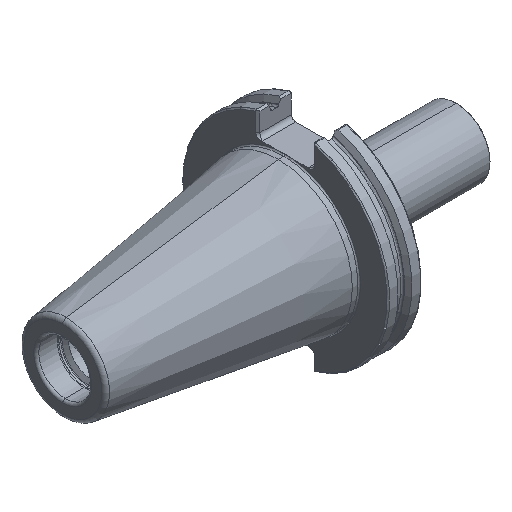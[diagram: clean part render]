
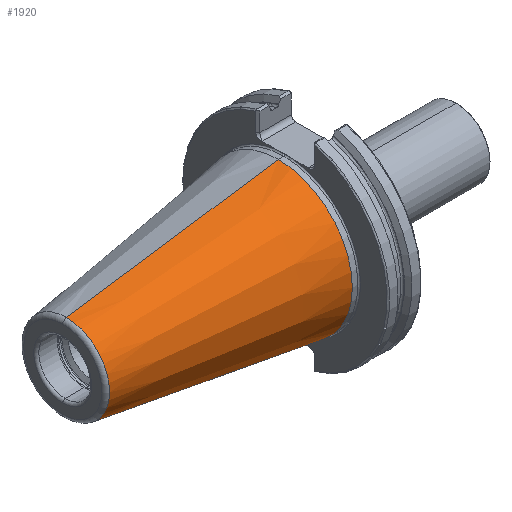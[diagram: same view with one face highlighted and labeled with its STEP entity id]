
A CAD part, isometric view. The second image highlights one B-rep face of the part: STEP entity #1920.
In plain terms, the highlighted conical face has half-angle 8.297 degrees and reference radius 34.925 mm.
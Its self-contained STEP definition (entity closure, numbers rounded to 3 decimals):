
#22 = ORIENTED_EDGE ( 'NONE', *, *, #3674, .F. ) ;
#144 = CARTESIAN_POINT ( 'NONE',  ( -99.889, 0., 0. ) ) ;
#252 = VECTOR ( 'NONE', #5577, 1000. ) ;
#267 = VERTEX_POINT ( 'NONE', #2712 ) ;
#276 = VERTEX_POINT ( 'NONE', #2997 ) ;
#312 = DIRECTION ( 'NONE',  ( 0.99, 0., 0.144 ) ) ;
#458 = EDGE_LOOP ( 'NONE', ( #22, #4274, #2436, #3624 ) ) ;
#535 = LINE ( 'NONE', #1565, #252 ) ;
#594 = DIRECTION ( 'NONE',  ( 0., 0., 1. ) ) ;
#602 = CIRCLE ( 'NONE', #5734, 20.358 ) ;
#971 = EDGE_CURVE ( 'NONE', #276, #2216, #1730, .T. ) ;
#1203 = CARTESIAN_POINT ( 'NONE',  ( 0., 0., 34.925 ) ) ;
#1521 = LINE ( 'NONE', #1203, #4807 ) ;
#1565 = CARTESIAN_POINT ( 'NONE',  ( 0., 0., -34.925 ) ) ;
#1730 = CIRCLE ( 'NONE', #5283, 34.925 ) ;
#1920 = ADVANCED_FACE ( 'NONE', ( #3748 ), #4645, .T. ) ;
#2216 = VERTEX_POINT ( 'NONE', #4265 ) ;
#2436 = ORIENTED_EDGE ( 'NONE', *, *, #3381, .T. ) ;
#2675 = DIRECTION ( 'NONE',  ( 0., 0., -1. ) ) ;
#2712 = CARTESIAN_POINT ( 'NONE',  ( -99.889, 0., -20.358 ) ) ;
#2997 = CARTESIAN_POINT ( 'NONE',  ( 0., 0., -34.925 ) ) ;
#3155 = CARTESIAN_POINT ( 'NONE',  ( 0., 0., 0. ) ) ;
#3325 = DIRECTION ( 'NONE',  ( -1., 0., 0. ) ) ;
#3381 = EDGE_CURVE ( 'NONE', #267, #276, #535, .T. ) ;
#3566 = EDGE_CURVE ( 'NONE', #267, #5647, #602, .T. ) ;
#3624 = ORIENTED_EDGE ( 'NONE', *, *, #971, .T. ) ;
#3674 = EDGE_CURVE ( 'NONE', #5647, #2216, #1521, .T. ) ;
#3748 = FACE_OUTER_BOUND ( 'NONE', #458, .T. ) ;
#4265 = CARTESIAN_POINT ( 'NONE',  ( 0., 0., 34.925 ) ) ;
#4274 = ORIENTED_EDGE ( 'NONE', *, *, #3566, .F. ) ;
#4383 = CARTESIAN_POINT ( 'NONE',  ( 0., 0., 0. ) ) ;
#4414 = DIRECTION ( 'NONE',  ( -1., 0., 0. ) ) ;
#4435 = DIRECTION ( 'NONE',  ( 0., 0., 1. ) ) ;
#4645 = CONICAL_SURFACE ( 'NONE', #5326, 34.925, 0.145 ) ;
#4790 = CARTESIAN_POINT ( 'NONE',  ( -99.889, 0., 20.358 ) ) ;
#4807 = VECTOR ( 'NONE', #312, 1000. ) ;
#4902 = DIRECTION ( 'NONE',  ( 1., 0., 0. ) ) ;
#5283 = AXIS2_PLACEMENT_3D ( 'NONE', #4383, #4414, #4435 ) ;
#5326 = AXIS2_PLACEMENT_3D ( 'NONE', #3155, #4902, #2675 ) ;
#5577 = DIRECTION ( 'NONE',  ( 0.99, 0., -0.144 ) ) ;
#5647 = VERTEX_POINT ( 'NONE', #4790 ) ;
#5734 = AXIS2_PLACEMENT_3D ( 'NONE', #144, #3325, #594 ) ;
